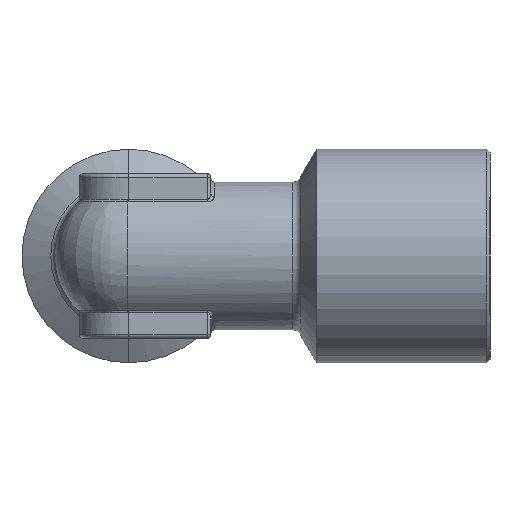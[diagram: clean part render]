
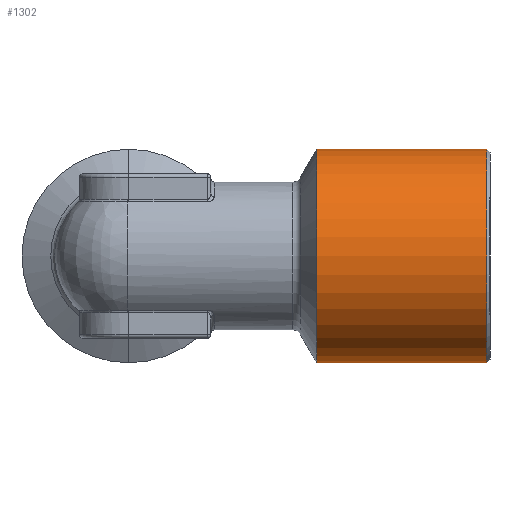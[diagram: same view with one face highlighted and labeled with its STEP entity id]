
A CAD part, left-side view. The second image highlights one B-rep face of the part: STEP entity #1302.
In plain terms, the highlighted cylindrical face has radius 6.5 mm (diameter 13 mm), a partial arc.
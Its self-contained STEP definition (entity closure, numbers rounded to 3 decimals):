
#30 = LINE ( 'NONE', #39, #4213 ) ;
#39 = CARTESIAN_POINT ( 'NONE',  ( 0., 0., -6.5 ) ) ;
#40 = DIRECTION ( 'NONE',  ( 0., 1., 0. ) ) ;
#48 = LINE ( 'NONE', #49, #4218 ) ;
#49 = CARTESIAN_POINT ( 'NONE',  ( 0., 0., 6.5 ) ) ;
#50 = DIRECTION ( 'NONE',  ( 0., 1., 0. ) ) ;
#521 = CARTESIAN_POINT ( 'NONE',  ( 0., -11.443, 0. ) ) ;
#522 = DIRECTION ( 'NONE',  ( 0., -1., 0. ) ) ;
#523 = DIRECTION ( 'NONE',  ( 1., 0., 0. ) ) ;
#579 = DIRECTION ( 'NONE',  ( 0., 1., 0. ) ) ;
#580 = FACE_OUTER_BOUND ( 'NONE', #2075, .T. ) ;
#598 = CARTESIAN_POINT ( 'NONE',  ( 0., 0., 0. ) ) ;
#600 = CYLINDRICAL_SURFACE ( 'NONE', #4060, 6.5 ) ;
#601 = DIRECTION ( 'NONE',  ( 0., 0., 1. ) ) ;
#688 = CARTESIAN_POINT ( 'NONE',  ( 0., -21.8, 0. ) ) ;
#689 = DIRECTION ( 'NONE',  ( 0., 1., 0. ) ) ;
#690 = DIRECTION ( 'NONE',  ( 0., 0., 1. ) ) ;
#1042 = CARTESIAN_POINT ( 'NONE',  ( 0., -21.8, -6.5 ) ) ;
#1046 = CARTESIAN_POINT ( 'NONE',  ( 0., -21.8, 6.5 ) ) ;
#1047 = CARTESIAN_POINT ( 'NONE',  ( 0., -11.443, -6.5 ) ) ;
#1048 = CARTESIAN_POINT ( 'NONE',  ( 0., -11.443, 6.5 ) ) ;
#1302 = ADVANCED_FACE ( 'NONE', ( #580 ), #600, .T. ) ;
#1416 = EDGE_CURVE ( 'NONE', #2693, #2692, #4122, .T. ) ;
#1679 = EDGE_CURVE ( 'NONE', #2696, #2694, #2058, .T. ) ;
#1748 = EDGE_CURVE ( 'NONE', #2693, #2694, #30, .T. ) ;
#1751 = EDGE_CURVE ( 'NONE', #2692, #2696, #48, .T. ) ;
#2058 = CIRCLE ( 'NONE', #2060, 6.5 ) ;
#2060 = AXIS2_PLACEMENT_3D ( 'NONE', #521, #522, #523 ) ;
#2075 = EDGE_LOOP ( 'NONE', ( #2208, #2190, #3037, #3051 ) ) ;
#2190 = ORIENTED_EDGE ( 'NONE', *, *, #1416, .T. ) ;
#2208 = ORIENTED_EDGE ( 'NONE', *, *, #1748, .F. ) ;
#2692 = VERTEX_POINT ( 'NONE', #1046 ) ;
#2693 = VERTEX_POINT ( 'NONE', #1042 ) ;
#2694 = VERTEX_POINT ( 'NONE', #1047 ) ;
#2696 = VERTEX_POINT ( 'NONE', #1048 ) ;
#3037 = ORIENTED_EDGE ( 'NONE', *, *, #1751, .T. ) ;
#3051 = ORIENTED_EDGE ( 'NONE', *, *, #1679, .T. ) ;
#4060 = AXIS2_PLACEMENT_3D ( 'NONE', #598, #579, #601 ) ;
#4098 = AXIS2_PLACEMENT_3D ( 'NONE', #688, #689, #690 ) ;
#4122 = CIRCLE ( 'NONE', #4098, 6.5 ) ;
#4213 = VECTOR ( 'NONE', #40, 1000. ) ;
#4218 = VECTOR ( 'NONE', #50, 1000. ) ;
